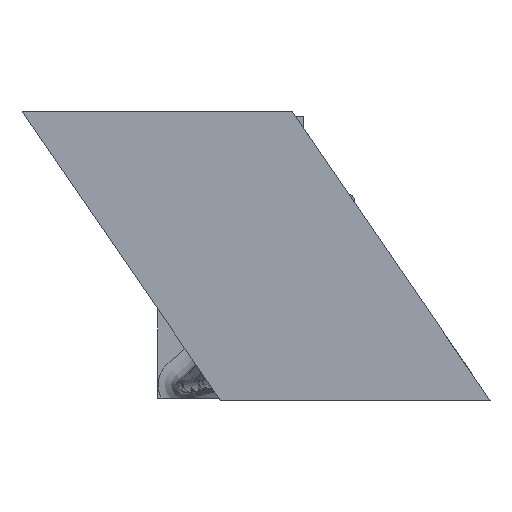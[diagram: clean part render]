
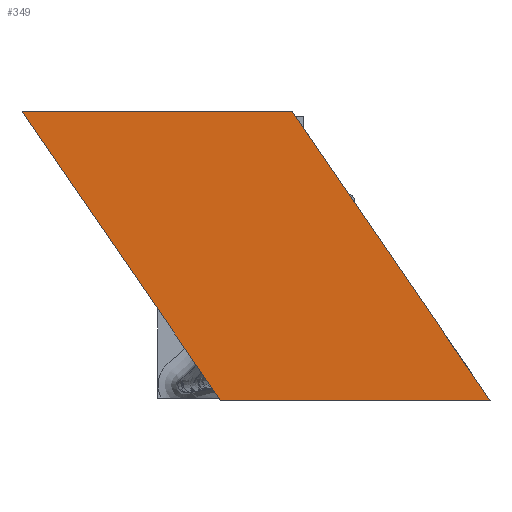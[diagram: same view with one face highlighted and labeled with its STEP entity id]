
A CAD part, top view. The second image highlights one B-rep face of the part: STEP entity #349.
In plain terms, the highlighted planar face has unit normal (0, 0, 1).
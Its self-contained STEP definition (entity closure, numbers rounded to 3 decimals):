
#118=PLANE('',#1114);
#207=LINE('',#3609,#299);
#208=LINE('',#3612,#300);
#209=LINE('',#3614,#301);
#210=LINE('',#3616,#302);
#299=VECTOR('',#1334,1.);
#300=VECTOR('',#1335,1.);
#301=VECTOR('',#1336,1.);
#302=VECTOR('',#1337,1.);
#349=ADVANCED_FACE('',(#390),#118,.F.);
#390=FACE_OUTER_BOUND('',#456,.T.);
#456=EDGE_LOOP('',(#749,#750,#751,#752));
#749=ORIENTED_EDGE('',*,*,#1029,.F.);
#750=ORIENTED_EDGE('',*,*,#1030,.T.);
#751=ORIENTED_EDGE('',*,*,#1031,.F.);
#752=ORIENTED_EDGE('',*,*,#1032,.T.);
#891=VERTEX_POINT('',#3610);
#892=VERTEX_POINT('',#3611);
#893=VERTEX_POINT('',#3613);
#894=VERTEX_POINT('',#3615);
#1029=EDGE_CURVE('',#891,#892,#207,.T.);
#1030=EDGE_CURVE('',#891,#893,#208,.T.);
#1031=EDGE_CURVE('',#894,#893,#209,.T.);
#1032=EDGE_CURVE('',#894,#892,#210,.T.);
#1114=AXIS2_PLACEMENT_3D('',#3617,#1338,#1339);
#1334=DIRECTION('',(1.,0.,0.));
#1335=DIRECTION('',(0.567,-0.824,0.));
#1336=DIRECTION('',(-1.,0.,0.));
#1337=DIRECTION('',(-0.566,0.825,0.));
#1338=DIRECTION('',(0.,0.,-1.));
#1339=DIRECTION('',(-1.,0.,0.));
#3609=CARTESIAN_POINT('',(-31.5,21.205,179.4));
#3610=CARTESIAN_POINT('',(-43.051,21.205,179.4));
#3611=CARTESIAN_POINT('',(-2.8,21.205,179.4));
#3612=CARTESIAN_POINT('',(-19.308,-13.29,179.4));
#3613=CARTESIAN_POINT('',(-13.48,-21.757,179.4));
#3614=CARTESIAN_POINT('',(0.,-21.757,179.4));
#3615=CARTESIAN_POINT('',(26.682,-21.757,179.4));
#3616=CARTESIAN_POINT('',(-441.545,660.546,179.4));
#3617=CARTESIAN_POINT('',(0.,0.,179.4));
